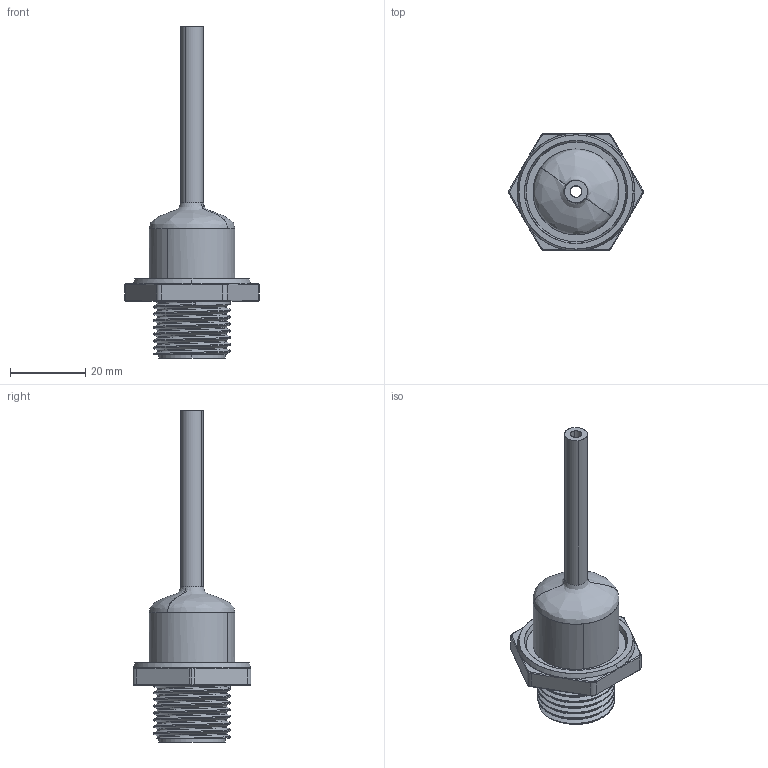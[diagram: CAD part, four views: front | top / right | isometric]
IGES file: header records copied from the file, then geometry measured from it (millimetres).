
Start section: SolidWorks IGES file using analytic representation for surfaces
Global section: file name: NUP-1.IGS; native system: SolidWorks 2025; preprocessor: SolidWorks 2025; author: mjones; date: 260309.140247; units: inch
Bounding box: 35.73 x 31.37 x 88.37 mm (x, y, z)
Surface area: 9991.3 mm2 (no closed solid volume)
Topology: 0 solids, 0 shells, 125 faces, 2059 edges, 2059 vertices
Faces by surface type: revolution 78, bspline 47
